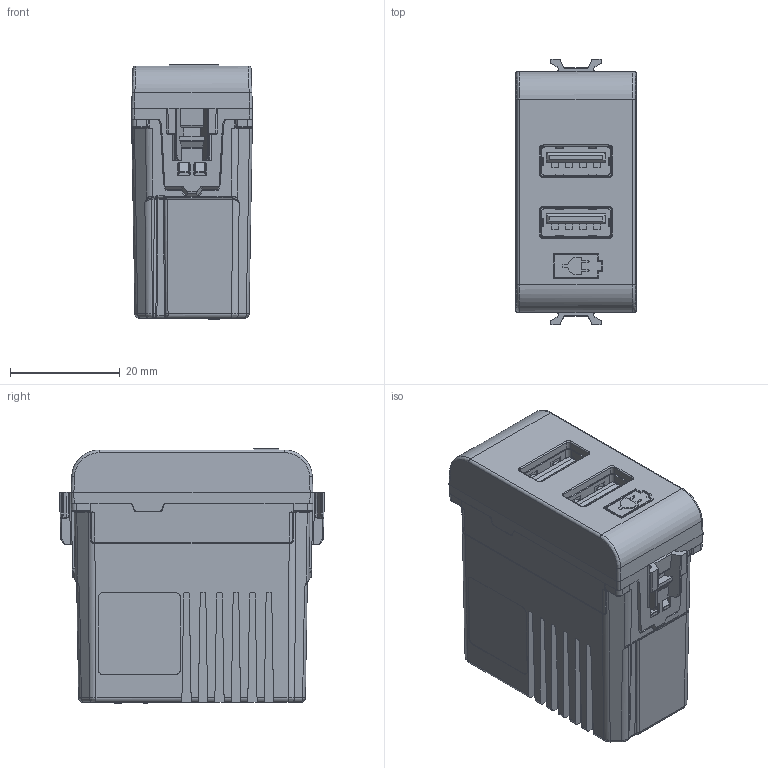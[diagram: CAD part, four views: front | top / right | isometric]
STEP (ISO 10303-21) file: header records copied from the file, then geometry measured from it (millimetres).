
FILE_DESCRIPTION(('CATIA V5 STEP Exchange','CAx-IF Rec.Pracs.--- Model Styling and Organization---1.4--- 2014-01-23'),'2;1');
FILE_NAME('GW10447.stp','2024-02-06T13:49:02+00:00',('none'),('none'),'CATIA Version 5-6 Release 2019 SP6','CATIA V5 STEP AP214 v1','none');
FILE_SCHEMA(('AUTOMOTIVE_DESIGN { 1 0 10303 214 1 1 1 1 }'));
Products named in the file (1): GW10447
Bounding box: 22 x 48.25 x 46.25 mm (x, y, z)
Volume: 29861.2 mm3; surface area: 14445.5 mm2
Topology: 3 solids, 7 shells, 1634 faces, 4387 edges, 2684 vertices
Faces by surface type: plane 763, cylinder 577, bspline 214, sphere 70, torus 8, extrusion 2
Entity records: 64902 total; most frequent: CARTESIAN_POINT 28262, ORIENTED_EDGE 8602, DIRECTION 5090, EDGE_CURVE 4301, VERTEX_POINT 2684, VECTOR 2343, LINE 2341, EDGE_LOOP 1677
